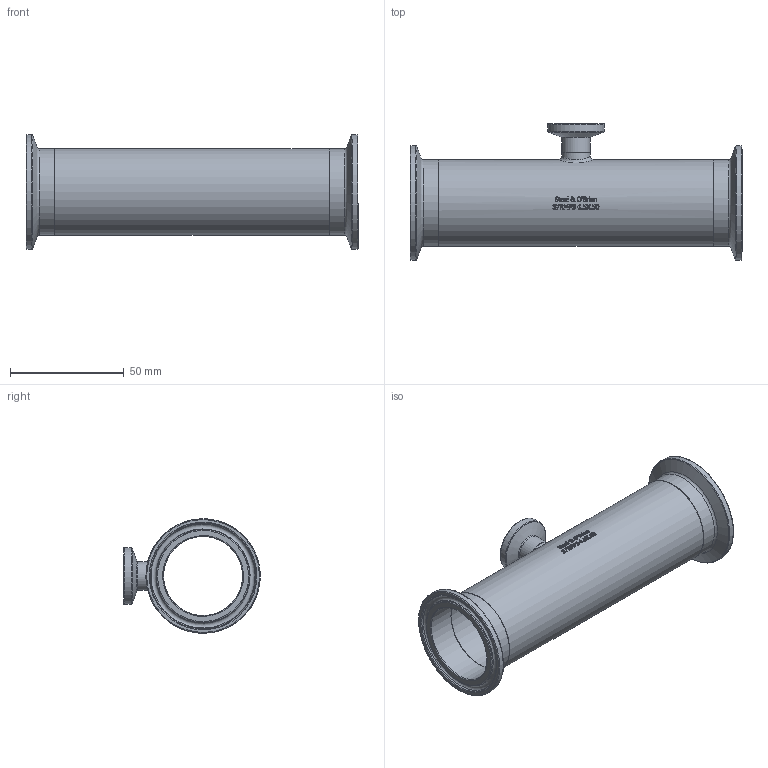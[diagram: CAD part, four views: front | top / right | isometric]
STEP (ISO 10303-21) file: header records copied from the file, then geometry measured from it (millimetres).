
FILE_DESCRIPTION(/* description */ (''),/* implementation_level */ '2;1');
FILE_NAME(/* name */ 'S7RMPS-1.5X.50.stp',/* time_stamp */ '2018-11-30T08:39:49-05:00',/* author */ ('ken'),/* organization */ (''),/* preprocessor_version */ 'ST-DEVELOPER v15.2',/* originating_system */ 'Autodesk Inventor 2014',/* authorisation */ '');
FILE_SCHEMA (('AUTOMOTIVE_DESIGN { 1 0 10303 214 3 1 1 }'));
Length unit declared in the file: inch
Products named in the file (1): S7RMPS-1.5X.50
Bounding box: 146.05 x 60.12 x 50.38 mm (x, y, z)
Volume: 35492.4 mm3; surface area: 39391.8 mm2
Topology: 1 solids, 1 shells, 478 faces, 1252 edges, 824 vertices
Faces by surface type: bspline 206, plane 187, cylinder 53, torus 24, cone 8
Full cylindrical faces by diameter (mm): 9.398 x2, 12.7 x2, 21.895 x1, 24.994 x1, 34.798 x3, 38.1 x3, 50.394 x2
Entity records: 18488 total; most frequent: CARTESIAN_POINT 8004, ORIENTED_EDGE 2402, DIRECTION 1576, EDGE_CURVE 1201, VERTEX_POINT 820, EDGE_LOOP 577, LINE 546, VECTOR 546
